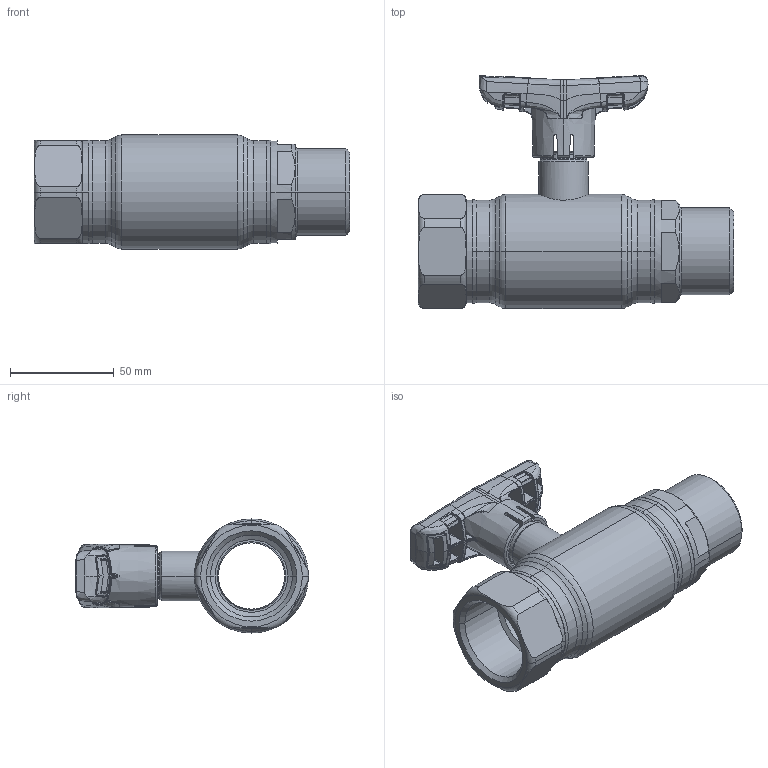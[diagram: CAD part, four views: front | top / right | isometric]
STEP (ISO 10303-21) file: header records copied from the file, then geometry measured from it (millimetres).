
FILE_DESCRIPTION (( 'STEP AP214' ), '1' );
FILE_NAME ('2032002400-0400.step', '2024-01-16T09:13:14', ( '' ), ( '' ), 'SwSTEP 2.0', 'SolidWorks 2021', '' );
FILE_SCHEMA (( 'AUTOMOTIVE_DESIGN' ));
Length unit declared in the file: millimetre
Products named in the file (1): 2032002400-0400
Bounding box: 152 x 112.33 x 55 mm (x, y, z)
Surface area: 49669.1 mm2 (no closed solid volume)
Topology: 0 solids, 6 shells, 636 faces, 1894 edges, 1191 vertices
Faces by surface type: bspline 462, plane 63, cylinder 45, cone 28, torus 28, sphere 10
Entity records: 56176 total; most frequent: CARTESIAN_POINT 36557, ORIENTED_EDGE 3267, EDGE_CURVE 1882, DIRECTION 1357, B_SPLINE_CURVE_WITH_KNOTS 1284, VERTEX_POINT 1188, EDGE_LOOP 644, UNCERTAINTY_MEASURE_WITH_UNIT 635
